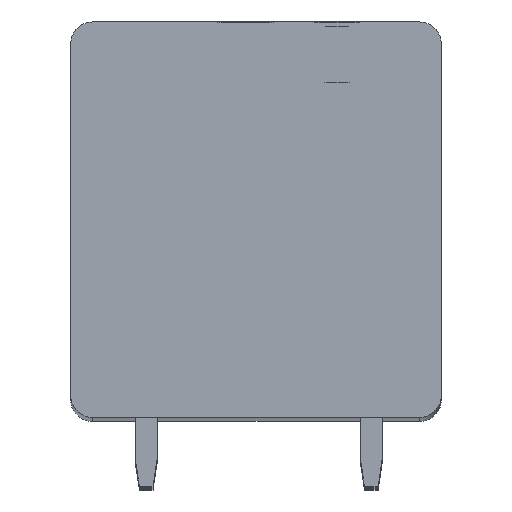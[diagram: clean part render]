
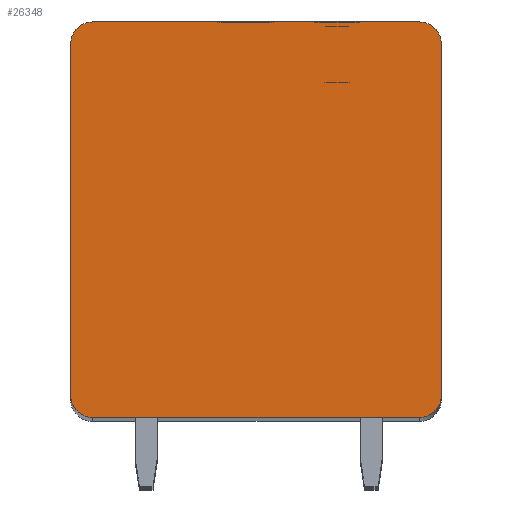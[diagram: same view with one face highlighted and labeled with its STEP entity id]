
A CAD part, top view. The second image highlights one B-rep face of the part: STEP entity #26348.
In plain terms, the highlighted planar face has unit normal (0, 0, 1).
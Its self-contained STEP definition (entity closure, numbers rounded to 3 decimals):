
#3225=CARTESIAN_POINT('',(-5.95,6.4,1.75));
#3226=DIRECTION('',(0.,0.,1.));
#3227=DIRECTION('',(0.,1.,0.));
#3228=AXIS2_PLACEMENT_3D('',#3225,#3226,#3227);
#3230=DIRECTION('',(-1.,0.,0.));
#3231=VECTOR('',#3230,11.9);
#3232=CARTESIAN_POINT('',(5.95,7.2,1.75));
#3233=LINE('',#3232,#3231);
#3234=CARTESIAN_POINT('',(5.95,6.4,1.75));
#3235=DIRECTION('',(0.,0.,1.));
#3236=DIRECTION('',(1.,0.,0.));
#3237=AXIS2_PLACEMENT_3D('',#3234,#3235,#3236);
#3239=DIRECTION('',(0.,1.,0.));
#3240=VECTOR('',#3239,12.8);
#3241=CARTESIAN_POINT('',(6.75,-6.4,1.75));
#3242=LINE('',#3241,#3240);
#3243=CARTESIAN_POINT('',(5.95,-6.4,1.75));
#3244=DIRECTION('',(0.,0.,1.));
#3245=DIRECTION('',(0.,-1.,0.));
#3246=AXIS2_PLACEMENT_3D('',#3243,#3244,#3245);
#3248=DIRECTION('',(1.,0.,0.));
#3249=VECTOR('',#3248,11.9);
#3250=CARTESIAN_POINT('',(-5.95,-7.2,1.75));
#3251=LINE('',#3250,#3249);
#3252=CARTESIAN_POINT('',(-5.95,-6.4,1.75));
#3253=DIRECTION('',(0.,0.,1.));
#3254=DIRECTION('',(-1.,0.,0.));
#3255=AXIS2_PLACEMENT_3D('',#3252,#3253,#3254);
#3257=DIRECTION('',(0.,-1.,0.));
#3258=VECTOR('',#3257,12.8);
#3259=CARTESIAN_POINT('',(-6.75,6.4,1.75));
#3260=LINE('',#3259,#3258);
#19557=CARTESIAN_POINT('',(-5.95,7.2,1.75));
#19558=VERTEX_POINT('',#19557);
#19559=CARTESIAN_POINT('',(-6.75,6.4,1.75));
#19560=VERTEX_POINT('',#19559);
#19565=CARTESIAN_POINT('',(6.75,6.4,1.75));
#19566=VERTEX_POINT('',#19565);
#19567=CARTESIAN_POINT('',(5.95,7.2,1.75));
#19568=VERTEX_POINT('',#19567);
#19573=CARTESIAN_POINT('',(-6.75,-6.4,1.75));
#19574=VERTEX_POINT('',#19573);
#19575=CARTESIAN_POINT('',(-5.95,-7.2,1.75));
#19576=VERTEX_POINT('',#19575);
#19581=CARTESIAN_POINT('',(5.95,-7.2,1.75));
#19582=VERTEX_POINT('',#19581);
#19583=CARTESIAN_POINT('',(6.75,-6.4,1.75));
#19584=VERTEX_POINT('',#19583);
#26333=CARTESIAN_POINT('',(0.,0.,1.75));
#26334=DIRECTION('',(0.,0.,1.));
#26335=DIRECTION('',(1.,0.,0.));
#26336=AXIS2_PLACEMENT_3D('',#26333,#26334,#26335);
#26337=PLANE('',#26336);
#26338=ORIENTED_EDGE('',*,*,#24357,.F.);
#26339=ORIENTED_EDGE('',*,*,#24373,.F.);
#26340=ORIENTED_EDGE('',*,*,#25058,.F.);
#26341=ORIENTED_EDGE('',*,*,#25073,.F.);
#26342=ORIENTED_EDGE('',*,*,#25566,.F.);
#26343=ORIENTED_EDGE('',*,*,#25579,.F.);
#26344=ORIENTED_EDGE('',*,*,#26074,.F.);
#26345=ORIENTED_EDGE('',*,*,#26086,.F.);
#26346=EDGE_LOOP('',(#26338,#26339,#26340,#26341,#26342,#26343,#26344,#26345));
#26347=FACE_OUTER_BOUND('',#26346,.F.);
#3229=CIRCLE('',#3228,0.8);
#3238=CIRCLE('',#3237,0.8);
#3247=CIRCLE('',#3246,0.8);
#3256=CIRCLE('',#3255,0.8);
#24357=EDGE_CURVE('',#19558,#19560,#3229,.T.);
#24373=EDGE_CURVE('',#19568,#19558,#3233,.T.);
#25058=EDGE_CURVE('',#19566,#19568,#3238,.T.);
#25073=EDGE_CURVE('',#19584,#19566,#3242,.T.);
#25566=EDGE_CURVE('',#19582,#19584,#3247,.T.);
#25579=EDGE_CURVE('',#19576,#19582,#3251,.T.);
#26074=EDGE_CURVE('',#19574,#19576,#3256,.T.);
#26086=EDGE_CURVE('',#19560,#19574,#3260,.T.);
#26348=ADVANCED_FACE('',(#26347),#26337,.T.);
